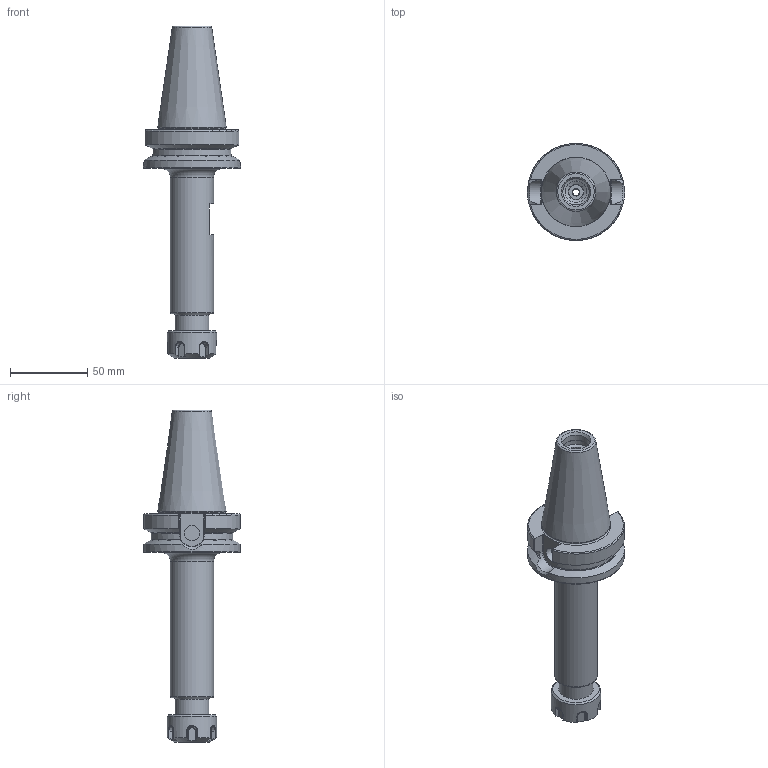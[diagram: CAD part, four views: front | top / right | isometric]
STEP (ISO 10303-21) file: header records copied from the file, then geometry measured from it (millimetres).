
FILE_DESCRIPTION(/* description */ (''),/* implementation_level */ '2;1');
FILE_NAME(/* name */ 'BT40BER16150M_GTM.stp',/* time_stamp */ '2021-04-14T15:23:07+06:00',/* author */ (''),/* organization */ (''),/* preprocessor_version */ 'ST-DEVELOPER v16.7',/* originating_system */ 'SIEMENS PLM Software NX 12.0',/* authorisation */ '');
FILE_SCHEMA (('AUTOMOTIVE_DESIGN { 1 0 10303 214 3 1 1 1 }'));
Length unit declared in the file: millimetre
Products named in the file (1): BT40BER16150M_GTM
Bounding box: 62.98 x 62.98 x 215.4 mm (x, y, z)
Volume: 180885.7 mm3; surface area: 40399.1 mm2
Topology: 3 solids, 3 shells, 175 faces, 435 edges, 274 vertices
Faces by surface type: plane 69, cylinder 40, cone 32, torus 28, bspline 6
Full cylindrical faces by diameter (mm): 6.375 x1, 7.188 x1, 10.045 x1, 10.185 x1, 10.977 x1, 11.5 x1, 14.023 x1, 17.014 x1, 17.6 x1, 20.526 x1, 21.85 x1, 23 x1, 28 x1, 32 x1, 62.975 x1
Entity records: 5821 total; most frequent: CARTESIAN_POINT 2036, ORIENTED_EDGE 744, DIRECTION 728, EDGE_CURVE 372, AXIS2_PLACEMENT_3D 307, VERTEX_POINT 257, EDGE_LOOP 235, ADVANCED_FACE 175
